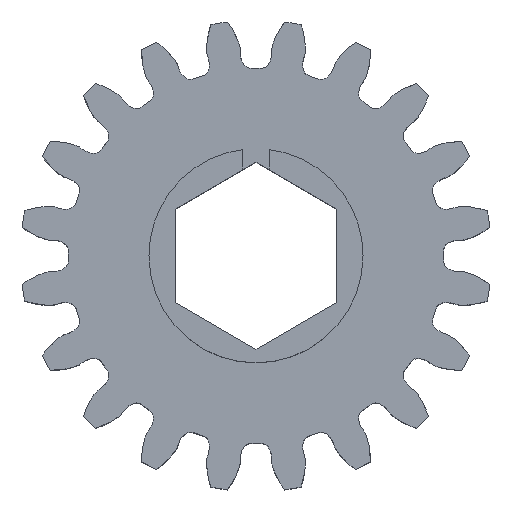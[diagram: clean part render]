
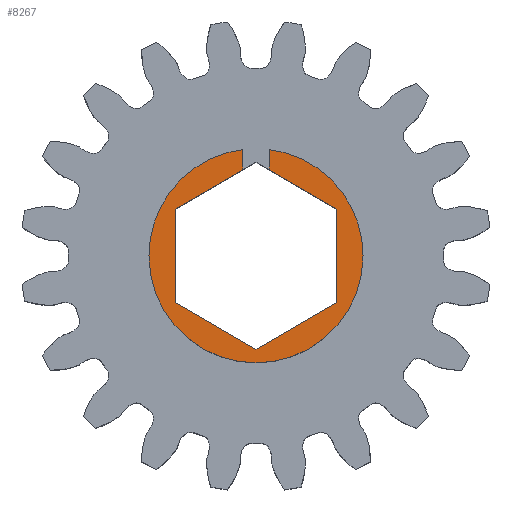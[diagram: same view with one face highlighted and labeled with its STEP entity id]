
A CAD part, top view. The second image highlights one B-rep face of the part: STEP entity #8267.
In plain terms, the highlighted planar face has unit normal (0, 0, 1).
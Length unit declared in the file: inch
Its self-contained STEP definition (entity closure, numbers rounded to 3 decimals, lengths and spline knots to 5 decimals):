
#6 = EDGE_LOOP ( 'NONE', ( #1136, #7453, #1648, #8803, #8881, #998, #9192, #9702, #10679, #2087, #9367 ) ) ;
#367 = DIRECTION ( 'NONE',  ( 0., 0., -1. ) ) ;
#511 = VERTEX_POINT ( 'NONE', #7227 ) ;
#555 = DIRECTION ( 'NONE',  ( -0.866, -0.5, 0. ) ) ;
#572 = EDGE_CURVE ( 'NONE', #511, #10085, #4396, .T. ) ;
#689 = LINE ( 'NONE', #745, #6088 ) ;
#716 = VECTOR ( 'NONE', #555, 39.37008 ) ;
#745 = CARTESIAN_POINT ( 'NONE',  ( -0.03125, 0.1195, 0.249 ) ) ;
#998 = ORIENTED_EDGE ( 'NONE', *, *, #7084, .T. ) ;
#1129 = DIRECTION ( 'NONE',  ( 0., 0., -1. ) ) ;
#1136 = ORIENTED_EDGE ( 'NONE', *, *, #4353, .F. ) ;
#1226 = VECTOR ( 'NONE', #4778, 39.37008 ) ;
#1238 = CARTESIAN_POINT ( 'NONE',  ( -0.03125, 0.24804, 0.249 ) ) ;
#1298 = CARTESIAN_POINT ( 'NONE',  ( 0.189, -0.10912, 0.249 ) ) ;
#1419 = LINE ( 'NONE', #6371, #716 ) ;
#1639 = EDGE_CURVE ( 'NONE', #1737, #6640, #2268, .T. ) ;
#1648 = ORIENTED_EDGE ( 'NONE', *, *, #1895, .F. ) ;
#1737 = VERTEX_POINT ( 'NONE', #10483 ) ;
#1817 = DIRECTION ( 'NONE',  ( 0., 0., 1. ) ) ;
#1857 = VERTEX_POINT ( 'NONE', #4499 ) ;
#1895 = EDGE_CURVE ( 'NONE', #3538, #1737, #2617, .T. ) ;
#1943 = VECTOR ( 'NONE', #8764, 39.37008 ) ;
#2087 = ORIENTED_EDGE ( 'NONE', *, *, #8738, .T. ) ;
#2109 = CARTESIAN_POINT ( 'NONE',  ( 0., 0., 0.249 ) ) ;
#2186 = LINE ( 'NONE', #2294, #10628 ) ;
#2256 = CARTESIAN_POINT ( 'NONE',  ( -0.03125, 0.2002, 0.249 ) ) ;
#2268 = CIRCLE ( 'NONE', #8343, 0.25 ) ;
#2280 = VERTEX_POINT ( 'NONE', #4744 ) ;
#2294 = CARTESIAN_POINT ( 'NONE',  ( -0.189, 0.10912, 0.249 ) ) ;
#2617 = CIRCLE ( 'NONE', #6078, 0.25 ) ;
#3046 = EDGE_CURVE ( 'NONE', #10085, #8230, #1419, .T. ) ;
#3159 = CIRCLE ( 'NONE', #9930, 0.25 ) ;
#3201 = DIRECTION ( 'NONE',  ( 0., -1., 0. ) ) ;
#3375 = EDGE_CURVE ( 'NONE', #8230, #1857, #9786, .T. ) ;
#3402 = CARTESIAN_POINT ( 'NONE',  ( -0.189, 0.10912, 0.249 ) ) ;
#3530 = DIRECTION ( 'NONE',  ( 0., -1., 0. ) ) ;
#3538 = VERTEX_POINT ( 'NONE', #7808 ) ;
#3686 = DIRECTION ( 'NONE',  ( 0., 1., 0. ) ) ;
#3690 = DIRECTION ( 'NONE',  ( -1., 0., 0. ) ) ;
#3806 = VERTEX_POINT ( 'NONE', #2256 ) ;
#3873 = CARTESIAN_POINT ( 'NONE',  ( 0., 0., 0.249 ) ) ;
#4139 = DIRECTION ( 'NONE',  ( 0.866, -0.5, 0. ) ) ;
#4353 = EDGE_CURVE ( 'NONE', #6640, #3806, #689, .T. ) ;
#4396 = LINE ( 'NONE', #7706, #5207 ) ;
#4499 = CARTESIAN_POINT ( 'NONE',  ( -0.189, -0.10912, 0.249 ) ) ;
#4617 = CARTESIAN_POINT ( 'NONE',  ( 0.03125, 0.24804, 0.249 ) ) ;
#4744 = CARTESIAN_POINT ( 'NONE',  ( 0.03125, 0.2002, 0.249 ) ) ;
#4778 = DIRECTION ( 'NONE',  ( -0.866, 0.5, 0. ) ) ;
#4974 = PLANE ( 'NONE',  #6103 ) ;
#5131 = DIRECTION ( 'NONE',  ( 1., 0., 0. ) ) ;
#5207 = VECTOR ( 'NONE', #3530, 39.37008 ) ;
#5649 = CARTESIAN_POINT ( 'NONE',  ( 0., -0.21824, 0.249 ) ) ;
#6078 = AXIS2_PLACEMENT_3D ( 'NONE', #2109, #367, #3690 ) ;
#6088 = VECTOR ( 'NONE', #3201, 39.37008 ) ;
#6103 = AXIS2_PLACEMENT_3D ( 'NONE', #7581, #1817, #5131 ) ;
#6289 = EDGE_CURVE ( 'NONE', #8534, #3538, #3159, .T. ) ;
#6371 = CARTESIAN_POINT ( 'NONE',  ( 0.189, -0.10912, 0.249 ) ) ;
#6640 = VERTEX_POINT ( 'NONE', #1238 ) ;
#6811 = VERTEX_POINT ( 'NONE', #3402 ) ;
#6826 = FACE_OUTER_BOUND ( 'NONE', #6, .T. ) ;
#6918 = CARTESIAN_POINT ( 'NONE',  ( 0.03125, 0.1195, 0.249 ) ) ;
#7084 = EDGE_CURVE ( 'NONE', #2280, #511, #8373, .T. ) ;
#7158 = VECTOR ( 'NONE', #3686, 39.37008 ) ;
#7183 = DIRECTION ( 'NONE',  ( 0., 0., -1. ) ) ;
#7227 = CARTESIAN_POINT ( 'NONE',  ( 0.189, 0.10912, 0.249 ) ) ;
#7345 = DIRECTION ( 'NONE',  ( 0.866, 0.5, 0. ) ) ;
#7453 = ORIENTED_EDGE ( 'NONE', *, *, #1639, .F. ) ;
#7581 = CARTESIAN_POINT ( 'NONE',  ( 0., 0., 0.249 ) ) ;
#7706 = CARTESIAN_POINT ( 'NONE',  ( 0.189, 0.10912, 0.249 ) ) ;
#7808 = CARTESIAN_POINT ( 'NONE',  ( 0.25, 0., 0.249 ) ) ;
#7916 = LINE ( 'NONE', #9552, #7158 ) ;
#8019 = EDGE_CURVE ( 'NONE', #6811, #3806, #2186, .T. ) ;
#8230 = VERTEX_POINT ( 'NONE', #9115 ) ;
#8267 = ADVANCED_FACE ( 'NONE', ( #6826 ), #4974, .T. ) ;
#8343 = AXIS2_PLACEMENT_3D ( 'NONE', #9399, #1129, #10107 ) ;
#8373 = LINE ( 'NONE', #10057, #9230 ) ;
#8534 = VERTEX_POINT ( 'NONE', #4617 ) ;
#8599 = LINE ( 'NONE', #6918, #1943 ) ;
#8738 = EDGE_CURVE ( 'NONE', #1857, #6811, #7916, .T. ) ;
#8764 = DIRECTION ( 'NONE',  ( 0., 1., 0. ) ) ;
#8803 = ORIENTED_EDGE ( 'NONE', *, *, #6289, .F. ) ;
#8881 = ORIENTED_EDGE ( 'NONE', *, *, #9608, .F. ) ;
#9115 = CARTESIAN_POINT ( 'NONE',  ( 0., -0.21824, 0.249 ) ) ;
#9192 = ORIENTED_EDGE ( 'NONE', *, *, #572, .T. ) ;
#9230 = VECTOR ( 'NONE', #4139, 39.37008 ) ;
#9367 = ORIENTED_EDGE ( 'NONE', *, *, #8019, .T. ) ;
#9399 = CARTESIAN_POINT ( 'NONE',  ( 0., 0., 0.249 ) ) ;
#9552 = CARTESIAN_POINT ( 'NONE',  ( -0.189, -0.10912, 0.249 ) ) ;
#9608 = EDGE_CURVE ( 'NONE', #2280, #8534, #8599, .T. ) ;
#9702 = ORIENTED_EDGE ( 'NONE', *, *, #3046, .T. ) ;
#9786 = LINE ( 'NONE', #5649, #1226 ) ;
#9930 = AXIS2_PLACEMENT_3D ( 'NONE', #3873, #7183, #10500 ) ;
#10057 = CARTESIAN_POINT ( 'NONE',  ( 0., 0.21824, 0.249 ) ) ;
#10085 = VERTEX_POINT ( 'NONE', #1298 ) ;
#10107 = DIRECTION ( 'NONE',  ( -1., 0., 0. ) ) ;
#10483 = CARTESIAN_POINT ( 'NONE',  ( -0.25, 0., 0.249 ) ) ;
#10500 = DIRECTION ( 'NONE',  ( -1., 0., 0. ) ) ;
#10628 = VECTOR ( 'NONE', #7345, 39.37008 ) ;
#10679 = ORIENTED_EDGE ( 'NONE', *, *, #3375, .T. ) ;
